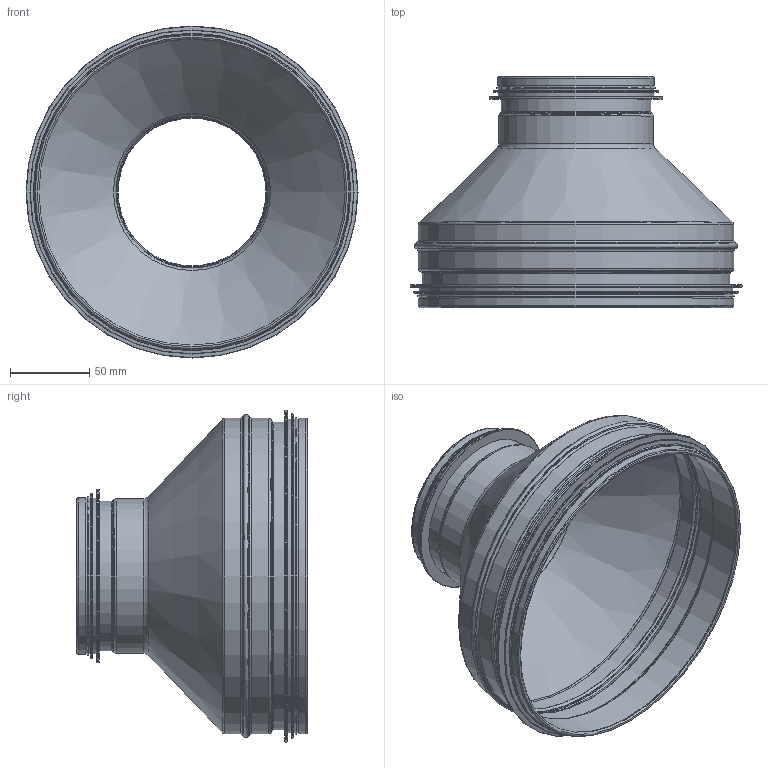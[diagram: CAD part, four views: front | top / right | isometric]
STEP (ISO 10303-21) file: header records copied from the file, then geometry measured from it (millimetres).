
FILE_DESCRIPTION((''),'2;1');
FILE_NAME('HFC_06-03.stp','2014-02-19T13:42:16',(''),(''),'Autodesk Inventor 2013','Autodesk Inventor 2013','');
FILE_SCHEMA(('AUTOMOTIVE_DESIGN { 1 2 10303 214 0 1 1 1 }'));
Length unit declared in the file: millimetre
Products named in the file (4): HFC_06-03; HFC_Rörämne-06-03; 999006; 999003
Assembly tree (3 placements, depth 2):
  HFC_06-03
    HFC_Rörämne-06-03
    999006
    999003
Bounding box: 209.35 x 145.99 x 209.35 mm (x, y, z)
Volume: 75272.7 mm3; surface area: 221986.5 mm2
Topology: 3 solids, 3 shells, 86 faces, 162 edges, 88 vertices
Faces by surface type: torus 34, cylinder 26, cone 14, plane 12
Full cylindrical faces by diameter (mm): 93.25 x1, 94.25 x1, 95.45 x1, 96.25 x1, 97.25 x1, 98.05 x4, 99.05 x1, 104.45 x1, 109.45 x1, 193.15 x1, 194.15 x1, 195.35 x1, 197.95 x6, 198.95 x3, 204.35 x1, 209.35 x1
Entity records: 1902 total; most frequent: DIRECTION 358, CARTESIAN_POINT 265, AXIS2_PLACEMENT_3D 179, ORIENTED_EDGE 172, EDGE_LOOP 172, VERTEX_POINT 86, CIRCLE 86, EDGE_CURVE 86
